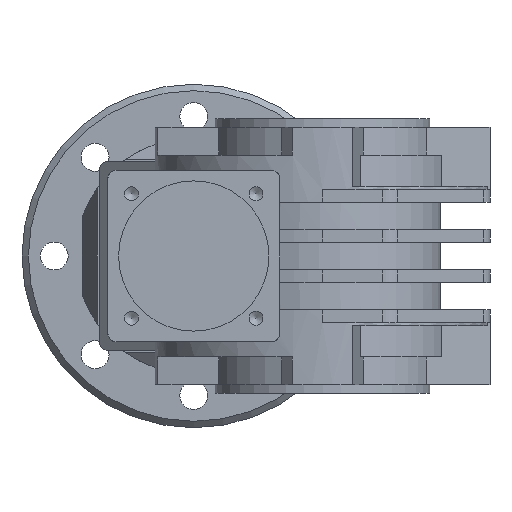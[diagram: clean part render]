
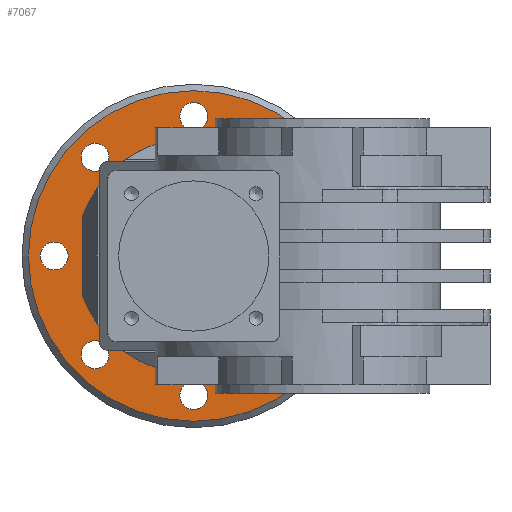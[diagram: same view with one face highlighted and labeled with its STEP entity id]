
A CAD part, left-side view. The second image highlights one B-rep face of the part: STEP entity #7067.
In plain terms, the highlighted face is planar.
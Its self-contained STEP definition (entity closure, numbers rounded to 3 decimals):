
#450=CIRCLE('',#7614,3.25);
#451=CIRCLE('',#7616,3.25);
#452=CIRCLE('',#7618,3.25);
#453=CIRCLE('',#7620,3.25);
#454=CIRCLE('',#7622,3.25);
#455=CIRCLE('',#7624,3.25);
#456=CIRCLE('',#7626,3.25);
#457=CIRCLE('',#7628,3.25);
#458=CIRCLE('',#7630,38.5);
#459=CIRCLE('',#7631,27.5);
#460=CIRCLE('',#7632,27.5);
#461=CIRCLE('',#7633,27.5);
#462=CIRCLE('',#7634,27.5);
#1781=ORIENTED_EDGE('',*,*,#2512,.T.);
#1782=ORIENTED_EDGE('',*,*,#2511,.F.);
#1783=ORIENTED_EDGE('',*,*,#2510,.F.);
#1784=ORIENTED_EDGE('',*,*,#2509,.F.);
#1785=ORIENTED_EDGE('',*,*,#2508,.F.);
#1786=ORIENTED_EDGE('',*,*,#2507,.F.);
#1787=ORIENTED_EDGE('',*,*,#2506,.F.);
#1788=ORIENTED_EDGE('',*,*,#2505,.F.);
#1789=ORIENTED_EDGE('',*,*,#2504,.F.);
#1790=ORIENTED_EDGE('',*,*,#2513,.F.);
#1791=ORIENTED_EDGE('',*,*,#2514,.F.);
#1792=ORIENTED_EDGE('',*,*,#2515,.F.);
#1793=ORIENTED_EDGE('',*,*,#2516,.F.);
#1794=ORIENTED_EDGE('',*,*,#2517,.F.);
#1795=ORIENTED_EDGE('',*,*,#2518,.F.);
#1796=ORIENTED_EDGE('',*,*,#2519,.F.);
#1797=ORIENTED_EDGE('',*,*,#2520,.F.);
#2504=EDGE_CURVE('',#3005,#3005,#450,.T.);
#2505=EDGE_CURVE('',#3006,#3006,#451,.T.);
#2506=EDGE_CURVE('',#3007,#3007,#452,.T.);
#2507=EDGE_CURVE('',#3008,#3008,#453,.T.);
#2508=EDGE_CURVE('',#3009,#3009,#454,.T.);
#2509=EDGE_CURVE('',#3010,#3010,#455,.T.);
#2510=EDGE_CURVE('',#3011,#3011,#456,.T.);
#2511=EDGE_CURVE('',#3012,#3012,#457,.T.);
#2512=EDGE_CURVE('',#3013,#3013,#458,.T.);
#2513=EDGE_CURVE('',#3014,#3015,#459,.T.);
#2514=EDGE_CURVE('',#3016,#3014,#3412,.T.);
#2515=EDGE_CURVE('',#3017,#3016,#460,.T.);
#2516=EDGE_CURVE('',#3018,#3017,#3413,.T.);
#2517=EDGE_CURVE('',#3019,#3018,#461,.T.);
#2518=EDGE_CURVE('',#3020,#3019,#3414,.T.);
#2519=EDGE_CURVE('',#3021,#3020,#462,.T.);
#2520=EDGE_CURVE('',#3015,#3021,#3415,.T.);
#3005=VERTEX_POINT('',#13145);
#3006=VERTEX_POINT('',#13148);
#3007=VERTEX_POINT('',#13151);
#3008=VERTEX_POINT('',#13154);
#3009=VERTEX_POINT('',#13157);
#3010=VERTEX_POINT('',#13160);
#3011=VERTEX_POINT('',#13163);
#3012=VERTEX_POINT('',#13166);
#3013=VERTEX_POINT('',#13169);
#3014=VERTEX_POINT('',#13171);
#3015=VERTEX_POINT('',#13172);
#3016=VERTEX_POINT('',#13174);
#3017=VERTEX_POINT('',#13176);
#3018=VERTEX_POINT('',#13178);
#3019=VERTEX_POINT('',#13180);
#3020=VERTEX_POINT('',#13182);
#3021=VERTEX_POINT('',#13184);
#3412=LINE('',#13173,#3798);
#3413=LINE('',#13177,#3799);
#3414=LINE('',#13181,#3800);
#3415=LINE('',#13185,#3801);
#3798=VECTOR('',#9115,1000.);
#3799=VECTOR('',#9118,1000.);
#3800=VECTOR('',#9121,1000.);
#3801=VECTOR('',#9124,1000.);
#4181=EDGE_LOOP('',(#1781));
#4182=EDGE_LOOP('',(#1782));
#4183=EDGE_LOOP('',(#1783));
#4184=EDGE_LOOP('',(#1784));
#4185=EDGE_LOOP('',(#1785));
#4186=EDGE_LOOP('',(#1786));
#4187=EDGE_LOOP('',(#1787));
#4188=EDGE_LOOP('',(#1788));
#4189=EDGE_LOOP('',(#1789));
#4190=EDGE_LOOP('',(#1790,#1791,#1792,#1793,#1794,#1795,#1796,#1797));
#4592=FACE_BOUND('',#4181,.T.);
#4593=FACE_BOUND('',#4182,.T.);
#4594=FACE_BOUND('',#4183,.T.);
#4595=FACE_BOUND('',#4184,.T.);
#4596=FACE_BOUND('',#4185,.T.);
#4597=FACE_BOUND('',#4186,.T.);
#4598=FACE_BOUND('',#4187,.T.);
#4599=FACE_BOUND('',#4188,.T.);
#4600=FACE_BOUND('',#4189,.T.);
#4601=FACE_BOUND('',#4190,.T.);
#4788=PLANE('',#7629);
#7067=ADVANCED_FACE('',(#4592,#4593,#4594,#4595,#4596,#4597,#4598,#4599,
#4600,#4601),#4788,.T.);
#7614=AXIS2_PLACEMENT_3D('',#13144,#9079,#9080);
#7616=AXIS2_PLACEMENT_3D('',#13147,#9083,#9084);
#7618=AXIS2_PLACEMENT_3D('',#13150,#9087,#9088);
#7620=AXIS2_PLACEMENT_3D('',#13153,#9091,#9092);
#7622=AXIS2_PLACEMENT_3D('',#13156,#9095,#9096);
#7624=AXIS2_PLACEMENT_3D('',#13159,#9099,#9100);
#7626=AXIS2_PLACEMENT_3D('',#13162,#9103,#9104);
#7628=AXIS2_PLACEMENT_3D('',#13165,#9107,#9108);
#7629=AXIS2_PLACEMENT_3D('',#13167,#9109,#9110);
#7630=AXIS2_PLACEMENT_3D('',#13168,#9111,#9112);
#7631=AXIS2_PLACEMENT_3D('',#13170,#9113,#9114);
#7632=AXIS2_PLACEMENT_3D('',#13175,#9116,#9117);
#7633=AXIS2_PLACEMENT_3D('',#13179,#9119,#9120);
#7634=AXIS2_PLACEMENT_3D('',#13183,#9122,#9123);
#9079=DIRECTION('',(0.,1.,0.));
#9080=DIRECTION('',(0.,0.,1.));
#9083=DIRECTION('',(0.,1.,0.));
#9084=DIRECTION('',(0.,0.,1.));
#9087=DIRECTION('',(0.,1.,0.));
#9088=DIRECTION('',(0.,0.,1.));
#9091=DIRECTION('',(0.,1.,0.));
#9092=DIRECTION('',(0.,0.,1.));
#9095=DIRECTION('',(0.,1.,0.));
#9096=DIRECTION('',(0.,0.,1.));
#9099=DIRECTION('',(0.,1.,0.));
#9100=DIRECTION('',(0.,0.,1.));
#9103=DIRECTION('',(0.,1.,0.));
#9104=DIRECTION('',(0.,0.,1.));
#9107=DIRECTION('',(0.,1.,0.));
#9108=DIRECTION('',(0.,0.,1.));
#9109=DIRECTION('',(0.,1.,0.));
#9110=DIRECTION('',(0.,0.,1.));
#9111=DIRECTION('',(0.,1.,0.));
#9112=DIRECTION('',(0.,0.,1.));
#9113=DIRECTION('',(0.,1.,0.));
#9114=DIRECTION('',(0.,0.,1.));
#9115=DIRECTION('',(-1.,0.,0.));
#9116=DIRECTION('',(0.,1.,0.));
#9117=DIRECTION('',(0.,0.,1.));
#9118=DIRECTION('',(0.,0.,-1.));
#9119=DIRECTION('',(0.,1.,0.));
#9120=DIRECTION('',(0.,0.,1.));
#9121=DIRECTION('',(1.,0.,0.));
#9122=DIRECTION('',(0.,1.,0.));
#9123=DIRECTION('',(0.,0.,1.));
#9124=DIRECTION('',(0.,0.,1.));
#13144=CARTESIAN_POINT('',(0.,-9.5,-32.5));
#13145=CARTESIAN_POINT('',(0.,-9.5,-29.25));
#13147=CARTESIAN_POINT('',(-32.5,-9.5,0.));
#13148=CARTESIAN_POINT('',(-32.5,-9.5,3.25));
#13150=CARTESIAN_POINT('',(0.,-9.5,32.5));
#13151=CARTESIAN_POINT('',(0.,-9.5,35.75));
#13153=CARTESIAN_POINT('',(22.981,-9.5,22.981));
#13154=CARTESIAN_POINT('',(22.981,-9.5,26.231));
#13156=CARTESIAN_POINT('',(-22.981,-9.5,22.981));
#13157=CARTESIAN_POINT('',(-22.981,-9.5,26.231));
#13159=CARTESIAN_POINT('',(-22.981,-9.5,-22.981));
#13160=CARTESIAN_POINT('',(-22.981,-9.5,-19.731));
#13162=CARTESIAN_POINT('',(22.981,-9.5,-22.981));
#13163=CARTESIAN_POINT('',(22.981,-9.5,-19.731));
#13165=CARTESIAN_POINT('',(32.5,-9.5,0.));
#13166=CARTESIAN_POINT('',(32.5,-9.5,3.25));
#13167=CARTESIAN_POINT('',(0.,-9.5,0.));
#13168=CARTESIAN_POINT('',(0.,-9.5,0.));
#13169=CARTESIAN_POINT('',(0.,-9.5,38.5));
#13170=CARTESIAN_POINT('',(0.,-9.5,0.));
#13171=CARTESIAN_POINT('',(-8.958,-9.5,-26.));
#13172=CARTESIAN_POINT('',(-26.,-9.5,-8.958));
#13173=CARTESIAN_POINT('',(114.56,-9.5,-26.));
#13174=CARTESIAN_POINT('',(8.958,-9.5,-26.));
#13175=CARTESIAN_POINT('',(0.,-9.5,0.));
#13176=CARTESIAN_POINT('',(26.,-9.5,-8.958));
#13177=CARTESIAN_POINT('',(26.,-9.5,114.56));
#13178=CARTESIAN_POINT('',(26.,-9.5,8.958));
#13179=CARTESIAN_POINT('',(0.,-9.5,0.));
#13180=CARTESIAN_POINT('',(8.958,-9.5,26.));
#13181=CARTESIAN_POINT('',(-114.56,-9.5,26.));
#13182=CARTESIAN_POINT('',(-8.958,-9.5,26.));
#13183=CARTESIAN_POINT('',(0.,-9.5,0.));
#13184=CARTESIAN_POINT('',(-26.,-9.5,8.958));
#13185=CARTESIAN_POINT('',(-26.,-9.5,-114.56));
